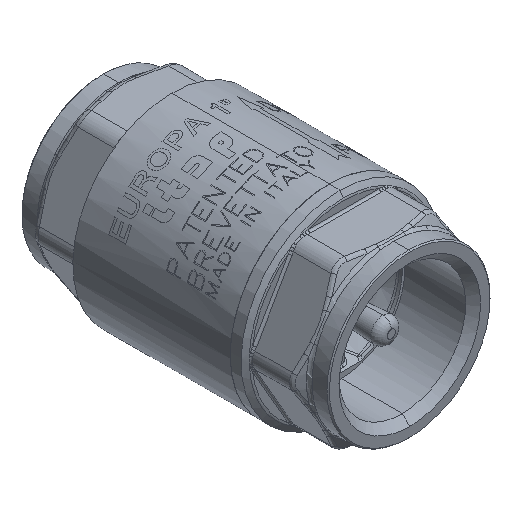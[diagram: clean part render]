
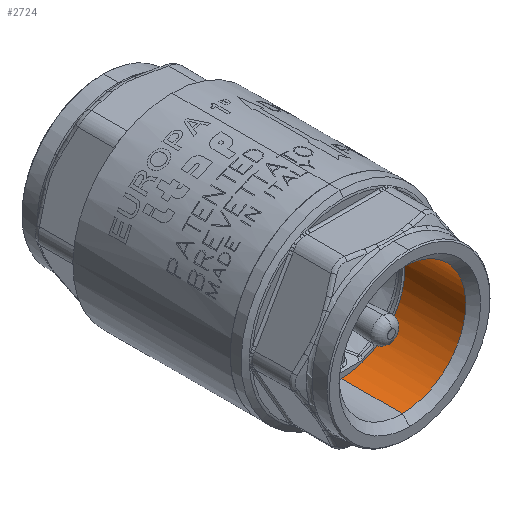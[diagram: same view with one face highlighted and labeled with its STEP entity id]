
A CAD part, isometric view. The second image highlights one B-rep face of the part: STEP entity #2724.
In plain terms, the highlighted cylindrical face has radius 15.35 mm (diameter 30.7 mm), a partial arc.
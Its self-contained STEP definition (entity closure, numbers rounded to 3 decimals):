
#142 = B_SPLINE_CURVE_WITH_KNOTS ( 'NONE', 3,
 ( #27205, #21453, #16526, #178 ),
 .UNSPECIFIED., .F., .F.,
 ( 4, 4 ),
 ( 0., 1. ),
 .UNSPECIFIED. ) ;
#178 = CARTESIAN_POINT ( 'NONE',  ( 0., -57.983, 15.35 ) ) ;
#367 = CARTESIAN_POINT ( 'NONE',  ( 10.141, -57.983, -11.567 ) ) ;
#454 = CARTESIAN_POINT ( 'NONE',  ( 13.323, -57.983, -7.69 ) ) ;
#543 = FACE_OUTER_BOUND ( 'NONE', #15300, .T. ) ;
#579 = CARTESIAN_POINT ( 'NONE',  ( 0., -57.983, 15.35 ) ) ;
#643 = CARTESIAN_POINT ( 'NONE',  ( 0., -57.983, 15.35 ) ) ;
#1245 = CARTESIAN_POINT ( 'NONE',  ( 2.009, -72.683, -15.35 ) ) ;
#2543 = CARTESIAN_POINT ( 'NONE',  ( 10.141, -57.983, 11.567 ) ) ;
#2638 = CARTESIAN_POINT ( 'NONE',  ( 15.35, -57.983, -1.008 ) ) ;
#2724 = ADVANCED_FACE ( 'NONE', ( #543 ), #13256, .F. ) ;
#2978 = CARTESIAN_POINT ( 'NONE',  ( 0., -72.683, 15.35 ) ) ;
#3060 = EDGE_CURVE ( 'NONE', #18304, #26370, #20511, .T. ) ;
#3383 = CARTESIAN_POINT ( 'NONE',  ( 12.275, -72.683, -9.433 ) ) ;
#3477 = CARTESIAN_POINT ( 'NONE',  ( 7.731, -72.683, -13.413 ) ) ;
#3745 = CARTESIAN_POINT ( 'NONE',  ( 13.413, -72.683, 7.731 ) ) ;
#3839 = ORIENTED_EDGE ( 'NONE', *, *, #3060, .T. ) ;
#4664 = CARTESIAN_POINT ( 'NONE',  ( 1.008, -57.983, 15.35 ) ) ;
#4756 = CARTESIAN_POINT ( 'NONE',  ( 13.323, -57.983, 7.69 ) ) ;
#5123 = CARTESIAN_POINT ( 'NONE',  ( 0., -57.983, -15.35 ) ) ;
#5237 = DIRECTION ( 'NONE',  ( 0., 0., 1. ) ) ;
#5542 = CARTESIAN_POINT ( 'NONE',  ( 13.413, -72.683, -7.731 ) ) ;
#5711 = B_SPLINE_CURVE_WITH_KNOTS ( 'NONE', 3,
 ( #9729, #1245, #16445, #3477, #7792, #3383, #5542, #18478, #20452, #8338, #5926, #3745, #16537, #5828, #12433, #27399, #22866, #23229 ),
 .UNSPECIFIED., .F., .F.,
 ( 4, 2, 2, 2, 2, 2, 2, 2, 4 ),
 ( 0., 0.125, 0.25, 0.375, 0.5, 0.625, 0.75, 0.875, 1. ),
 .UNSPECIFIED. ) ;
#5828 = CARTESIAN_POINT ( 'NONE',  ( 9.433, -72.683, 12.275 ) ) ;
#5926 = CARTESIAN_POINT ( 'NONE',  ( 14.95, -72.683, 4.018 ) ) ;
#6750 = CARTESIAN_POINT ( 'NONE',  ( 13.796, -57.983, 6.806 ) ) ;
#7033 = CARTESIAN_POINT ( 'NONE',  ( 14.567, -57.983, -4.943 ) ) ;
#7792 = CARTESIAN_POINT ( 'NONE',  ( 9.433, -72.683, -12.275 ) ) ;
#8338 = CARTESIAN_POINT ( 'NONE',  ( 15.35, -72.683, 2.009 ) ) ;
#8802 = CARTESIAN_POINT ( 'NONE',  ( 15.252, -57.983, -2.006 ) ) ;
#9729 = CARTESIAN_POINT ( 'NONE',  ( 0., -72.683, -15.35 ) ) ;
#11039 = CARTESIAN_POINT ( 'NONE',  ( 11.567, -57.983, 10.141 ) ) ;
#11060 = EDGE_CURVE ( 'NONE', #11197, #13542, #142, .T. ) ;
#11131 = CARTESIAN_POINT ( 'NONE',  ( 9.366, -57.983, -12.203 ) ) ;
#11197 = VERTEX_POINT ( 'NONE', #2978 ) ;
#11220 = CARTESIAN_POINT ( 'NONE',  ( 15.35, -57.983, 1.008 ) ) ;
#11312 = CARTESIAN_POINT ( 'NONE',  ( 14.567, -57.983, 4.943 ) ) ;
#11409 = CARTESIAN_POINT ( 'NONE',  ( 0., -57.983, -15.35 ) ) ;
#11557 = AXIS2_PLACEMENT_3D ( 'NONE', #15976, #24694, #5237 ) ;
#12433 = CARTESIAN_POINT ( 'NONE',  ( 7.731, -72.683, 13.413 ) ) ;
#13174 = CARTESIAN_POINT ( 'NONE',  ( 4.943, -57.983, -14.567 ) ) ;
#13256 = CYLINDRICAL_SURFACE ( 'NONE', #11557, 15.35 ) ;
#13263 = CARTESIAN_POINT ( 'NONE',  ( 7.69, -57.983, -13.323 ) ) ;
#13440 = CARTESIAN_POINT ( 'NONE',  ( 2.006, -57.983, 15.252 ) ) ;
#13542 = VERTEX_POINT ( 'NONE', #579 ) ;
#13547 = CARTESIAN_POINT ( 'NONE',  ( 0., -67.783, -15.35 ) ) ;
#15300 = EDGE_LOOP ( 'NONE', ( #3839, #18892, #21271, #17768 ) ) ;
#15318 = CARTESIAN_POINT ( 'NONE',  ( 11.567, -57.983, -10.141 ) ) ;
#15411 = CARTESIAN_POINT ( 'NONE',  ( 6.806, -57.983, -13.796 ) ) ;
#15598 = CARTESIAN_POINT ( 'NONE',  ( 4.943, -57.983, 14.567 ) ) ;
#15972 = CARTESIAN_POINT ( 'NONE',  ( 0., -72.683, -15.35 ) ) ;
#15976 = CARTESIAN_POINT ( 'NONE',  ( 0., -78.794, 0. ) ) ;
#16445 = CARTESIAN_POINT ( 'NONE',  ( 4.018, -72.683, -14.95 ) ) ;
#16526 = CARTESIAN_POINT ( 'NONE',  ( 0., -62.883, 15.35 ) ) ;
#16537 = CARTESIAN_POINT ( 'NONE',  ( 12.275, -72.683, 9.433 ) ) ;
#16948 = CARTESIAN_POINT ( 'NONE',  ( 0., -72.683, -15.35 ) ) ;
#17337 = EDGE_CURVE ( 'NONE', #26370, #11197, #5711, .T. ) ;
#17529 = CARTESIAN_POINT ( 'NONE',  ( 14.858, -57.983, 3.984 ) ) ;
#17706 = CARTESIAN_POINT ( 'NONE',  ( 0., -57.983, -15.35 ) ) ;
#17768 = ORIENTED_EDGE ( 'NONE', *, *, #20011, .F. ) ;
#18304 = VERTEX_POINT ( 'NONE', #5123 ) ;
#18478 = CARTESIAN_POINT ( 'NONE',  ( 14.95, -72.683, -4.018 ) ) ;
#18892 = ORIENTED_EDGE ( 'NONE', *, *, #17337, .T. ) ;
#19675 = CARTESIAN_POINT ( 'NONE',  ( 3.984, -57.983, -14.858 ) ) ;
#20011 = EDGE_CURVE ( 'NONE', #18304, #13542, #22170, .T. ) ;
#20452 = CARTESIAN_POINT ( 'NONE',  ( 15.35, -72.683, -2.009 ) ) ;
#20511 = B_SPLINE_CURVE_WITH_KNOTS ( 'NONE', 3,
 ( #11409, #26265, #13547, #15972 ),
 .UNSPECIFIED., .F., .F.,
 ( 4, 4 ),
 ( 0., 1. ),
 .UNSPECIFIED. ) ;
#21271 = ORIENTED_EDGE ( 'NONE', *, *, #11060, .T. ) ;
#21453 = CARTESIAN_POINT ( 'NONE',  ( 0., -67.783, 15.35 ) ) ;
#21545 = CARTESIAN_POINT ( 'NONE',  ( 1.008, -57.983, -15.35 ) ) ;
#21651 = CARTESIAN_POINT ( 'NONE',  ( 12.203, -57.983, 9.366 ) ) ;
#21827 = CARTESIAN_POINT ( 'NONE',  ( 7.69, -57.983, 13.323 ) ) ;
#21918 = CARTESIAN_POINT ( 'NONE',  ( 14.858, -57.983, -3.984 ) ) ;
#22170 = B_SPLINE_CURVE_WITH_KNOTS ( 'NONE', 3,
 ( #17706, #21545, #26079, #19675, #13174, #15411, #13263, #11131, #367, #15318, #25994, #454, #23768, #7033, #21918, #8802, #2638, #11220, #24036, #17529, #11312, #6750, #4756, #21651, #11039, #2543, #26164, #21827, #23952, #15598, #25909, #13440, #4664, #643 ),
 .UNSPECIFIED., .F., .F.,
 ( 4, 2, 2, 2, 2, 2, 2, 2, 2, 2, 2, 2, 2, 2, 2, 2, 4 ),
 ( 0., 0.063, 0.125, 0.188, 0.25, 0.313, 0.375, 0.438, 0.5, 0.563, 0.625, 0.688, 0.75, 0.813, 0.875, 0.938, 1. ),
 .UNSPECIFIED. ) ;
#22866 = CARTESIAN_POINT ( 'NONE',  ( 2.009, -72.683, 15.35 ) ) ;
#23229 = CARTESIAN_POINT ( 'NONE',  ( 0., -72.683, 15.35 ) ) ;
#23768 = CARTESIAN_POINT ( 'NONE',  ( 13.796, -57.983, -6.806 ) ) ;
#23952 = CARTESIAN_POINT ( 'NONE',  ( 6.806, -57.983, 13.796 ) ) ;
#24036 = CARTESIAN_POINT ( 'NONE',  ( 15.252, -57.983, 2.006 ) ) ;
#24694 = DIRECTION ( 'NONE',  ( 0., -1., 0. ) ) ;
#25909 = CARTESIAN_POINT ( 'NONE',  ( 3.983, -57.983, 14.858 ) ) ;
#25994 = CARTESIAN_POINT ( 'NONE',  ( 12.203, -57.983, -9.366 ) ) ;
#26079 = CARTESIAN_POINT ( 'NONE',  ( 2.006, -57.983, -15.252 ) ) ;
#26164 = CARTESIAN_POINT ( 'NONE',  ( 9.366, -57.983, 12.203 ) ) ;
#26265 = CARTESIAN_POINT ( 'NONE',  ( 0., -62.883, -15.35 ) ) ;
#26370 = VERTEX_POINT ( 'NONE', #16948 ) ;
#27205 = CARTESIAN_POINT ( 'NONE',  ( 0., -72.683, 15.35 ) ) ;
#27399 = CARTESIAN_POINT ( 'NONE',  ( 4.018, -72.683, 14.95 ) ) ;
